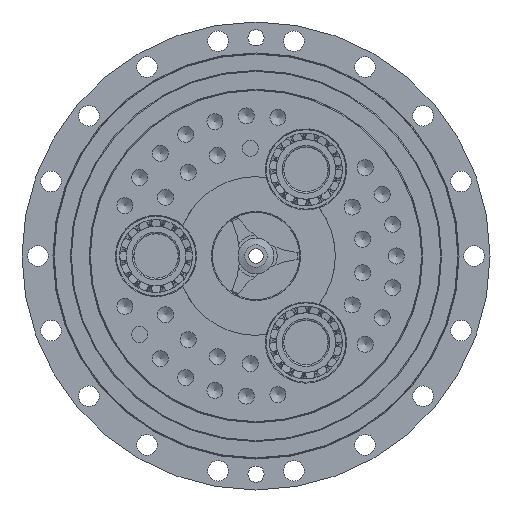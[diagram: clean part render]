
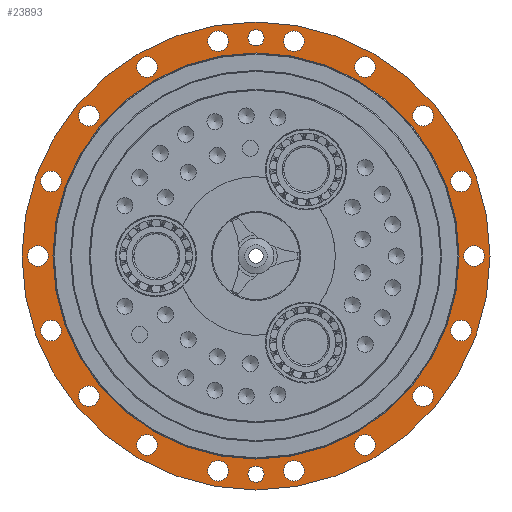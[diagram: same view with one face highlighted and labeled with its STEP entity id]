
A CAD part, left-side view. The second image highlights one B-rep face of the part: STEP entity #23893.
In plain terms, the highlighted planar face has unit normal (-1, 0, 0).
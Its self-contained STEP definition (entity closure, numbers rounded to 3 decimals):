
#3972=FACE_BOUND('',#6670,.T.);
#3973=FACE_BOUND('',#6671,.T.);
#3974=FACE_BOUND('',#6672,.T.);
#3975=FACE_BOUND('',#6673,.T.);
#3976=FACE_BOUND('',#6674,.T.);
#3977=FACE_BOUND('',#6675,.T.);
#3978=FACE_BOUND('',#6676,.T.);
#3979=FACE_BOUND('',#6677,.T.);
#3980=FACE_BOUND('',#6678,.T.);
#3981=FACE_BOUND('',#6679,.T.);
#3982=FACE_BOUND('',#6680,.T.);
#3983=FACE_BOUND('',#6681,.T.);
#3984=FACE_BOUND('',#6682,.T.);
#3985=FACE_BOUND('',#6683,.T.);
#3986=FACE_BOUND('',#6684,.T.);
#3987=FACE_BOUND('',#6685,.T.);
#3988=FACE_BOUND('',#6686,.T.);
#3989=FACE_BOUND('',#6687,.T.);
#3990=FACE_BOUND('',#6688,.T.);
#3991=FACE_BOUND('',#6689,.T.);
#3992=FACE_BOUND('',#6690,.T.);
#5136=FACE_OUTER_BOUND('',#6669,.T.);
#6669=EDGE_LOOP('',(#19182));
#6670=EDGE_LOOP('',(#19183));
#6671=EDGE_LOOP('',(#19184));
#6672=EDGE_LOOP('',(#19185));
#6673=EDGE_LOOP('',(#19186));
#6674=EDGE_LOOP('',(#19187));
#6675=EDGE_LOOP('',(#19188));
#6676=EDGE_LOOP('',(#19189));
#6677=EDGE_LOOP('',(#19190));
#6678=EDGE_LOOP('',(#19191));
#6679=EDGE_LOOP('',(#19192));
#6680=EDGE_LOOP('',(#19193));
#6681=EDGE_LOOP('',(#19194));
#6682=EDGE_LOOP('',(#19195));
#6683=EDGE_LOOP('',(#19196));
#6684=EDGE_LOOP('',(#19197));
#6685=EDGE_LOOP('',(#19198));
#6686=EDGE_LOOP('',(#19199));
#6687=EDGE_LOOP('',(#19200));
#6688=EDGE_LOOP('',(#19201));
#6689=EDGE_LOOP('',(#19202));
#6690=EDGE_LOOP('',(#19203));
#8351=CIRCLE('',#26482,147.5);
#8372=CIRCLE('',#26515,6.5);
#8374=CIRCLE('',#26518,6.5);
#8376=CIRCLE('',#26521,6.5);
#8378=CIRCLE('',#26524,6.5);
#8380=CIRCLE('',#26527,6.5);
#8382=CIRCLE('',#26530,6.5);
#8384=CIRCLE('',#26533,6.5);
#8386=CIRCLE('',#26536,6.5);
#8388=CIRCLE('',#26539,6.5);
#8390=CIRCLE('',#26542,6.5);
#8392=CIRCLE('',#26545,6.5);
#8394=CIRCLE('',#26548,6.5);
#8396=CIRCLE('',#26551,6.5);
#8398=CIRCLE('',#26554,6.5);
#8400=CIRCLE('',#26557,6.5);
#8402=CIRCLE('',#26560,6.5);
#8404=CIRCLE('',#26563,6.5);
#8406=CIRCLE('',#26566,6.5);
#8408=CIRCLE('',#26569,5.053);
#8410=CIRCLE('',#26572,5.053);
#8412=CIRCLE('',#26575,128.);
#10263=VERTEX_POINT('',#41494);
#10284=VERTEX_POINT('',#41555);
#10286=VERTEX_POINT('',#41561);
#10288=VERTEX_POINT('',#41567);
#10290=VERTEX_POINT('',#41573);
#10292=VERTEX_POINT('',#41579);
#10294=VERTEX_POINT('',#41585);
#10296=VERTEX_POINT('',#41591);
#10298=VERTEX_POINT('',#41597);
#10300=VERTEX_POINT('',#41603);
#10302=VERTEX_POINT('',#41609);
#10304=VERTEX_POINT('',#41615);
#10306=VERTEX_POINT('',#41621);
#10308=VERTEX_POINT('',#41627);
#10310=VERTEX_POINT('',#41633);
#10312=VERTEX_POINT('',#41639);
#10314=VERTEX_POINT('',#41645);
#10316=VERTEX_POINT('',#41651);
#10318=VERTEX_POINT('',#41657);
#10320=VERTEX_POINT('',#41663);
#10322=VERTEX_POINT('',#41669);
#10324=VERTEX_POINT('',#41675);
#13347=EDGE_CURVE('',#10263,#10263,#8351,.T.);
#13375=EDGE_CURVE('',#10284,#10284,#8372,.T.);
#13378=EDGE_CURVE('',#10286,#10286,#8374,.T.);
#13381=EDGE_CURVE('',#10288,#10288,#8376,.T.);
#13384=EDGE_CURVE('',#10290,#10290,#8378,.T.);
#13387=EDGE_CURVE('',#10292,#10292,#8380,.T.);
#13390=EDGE_CURVE('',#10294,#10294,#8382,.T.);
#13393=EDGE_CURVE('',#10296,#10296,#8384,.T.);
#13396=EDGE_CURVE('',#10298,#10298,#8386,.T.);
#13399=EDGE_CURVE('',#10300,#10300,#8388,.T.);
#13402=EDGE_CURVE('',#10302,#10302,#8390,.T.);
#13405=EDGE_CURVE('',#10304,#10304,#8392,.T.);
#13408=EDGE_CURVE('',#10306,#10306,#8394,.T.);
#13411=EDGE_CURVE('',#10308,#10308,#8396,.T.);
#13414=EDGE_CURVE('',#10310,#10310,#8398,.T.);
#13417=EDGE_CURVE('',#10312,#10312,#8400,.T.);
#13420=EDGE_CURVE('',#10314,#10314,#8402,.T.);
#13423=EDGE_CURVE('',#10316,#10316,#8404,.T.);
#13426=EDGE_CURVE('',#10318,#10318,#8406,.T.);
#13429=EDGE_CURVE('',#10320,#10320,#8408,.T.);
#13432=EDGE_CURVE('',#10322,#10322,#8410,.T.);
#13435=EDGE_CURVE('',#10324,#10324,#8412,.T.);
#19182=ORIENTED_EDGE('',*,*,#13347,.T.);
#19183=ORIENTED_EDGE('',*,*,#13375,.T.);
#19184=ORIENTED_EDGE('',*,*,#13378,.T.);
#19185=ORIENTED_EDGE('',*,*,#13381,.T.);
#19186=ORIENTED_EDGE('',*,*,#13384,.T.);
#19187=ORIENTED_EDGE('',*,*,#13387,.T.);
#19188=ORIENTED_EDGE('',*,*,#13390,.T.);
#19189=ORIENTED_EDGE('',*,*,#13393,.T.);
#19190=ORIENTED_EDGE('',*,*,#13396,.T.);
#19191=ORIENTED_EDGE('',*,*,#13399,.T.);
#19192=ORIENTED_EDGE('',*,*,#13402,.T.);
#19193=ORIENTED_EDGE('',*,*,#13405,.T.);
#19194=ORIENTED_EDGE('',*,*,#13408,.T.);
#19195=ORIENTED_EDGE('',*,*,#13411,.T.);
#19196=ORIENTED_EDGE('',*,*,#13414,.T.);
#19197=ORIENTED_EDGE('',*,*,#13417,.T.);
#19198=ORIENTED_EDGE('',*,*,#13420,.T.);
#19199=ORIENTED_EDGE('',*,*,#13423,.T.);
#19200=ORIENTED_EDGE('',*,*,#13426,.T.);
#19201=ORIENTED_EDGE('',*,*,#13429,.T.);
#19202=ORIENTED_EDGE('',*,*,#13432,.T.);
#19203=ORIENTED_EDGE('',*,*,#13435,.F.);
#21383=PLANE('',#26574);
#23893=ADVANCED_FACE('',(#5136,#3972,#3973,#3974,#3975,#3976,#3977,#3978,
#3979,#3980,#3981,#3982,#3983,#3984,#3985,#3986,#3987,#3988,#3989,#3990,
#3991,#3992),#21383,.F.);
#26482=AXIS2_PLACEMENT_3D('',#41495,#32546,#32547);
#26515=AXIS2_PLACEMENT_3D('',#41556,#32619,#32620);
#26518=AXIS2_PLACEMENT_3D('',#41562,#32626,#32627);
#26521=AXIS2_PLACEMENT_3D('',#41568,#32633,#32634);
#26524=AXIS2_PLACEMENT_3D('',#41574,#32640,#32641);
#26527=AXIS2_PLACEMENT_3D('',#41580,#32647,#32648);
#26530=AXIS2_PLACEMENT_3D('',#41586,#32654,#32655);
#26533=AXIS2_PLACEMENT_3D('',#41592,#32661,#32662);
#26536=AXIS2_PLACEMENT_3D('',#41598,#32668,#32669);
#26539=AXIS2_PLACEMENT_3D('',#41604,#32675,#32676);
#26542=AXIS2_PLACEMENT_3D('',#41610,#32682,#32683);
#26545=AXIS2_PLACEMENT_3D('',#41616,#32689,#32690);
#26548=AXIS2_PLACEMENT_3D('',#41622,#32696,#32697);
#26551=AXIS2_PLACEMENT_3D('',#41628,#32703,#32704);
#26554=AXIS2_PLACEMENT_3D('',#41634,#32710,#32711);
#26557=AXIS2_PLACEMENT_3D('',#41640,#32717,#32718);
#26560=AXIS2_PLACEMENT_3D('',#41646,#32724,#32725);
#26563=AXIS2_PLACEMENT_3D('',#41652,#32731,#32732);
#26566=AXIS2_PLACEMENT_3D('',#41658,#32738,#32739);
#26569=AXIS2_PLACEMENT_3D('',#41664,#32745,#32746);
#26572=AXIS2_PLACEMENT_3D('',#41670,#32752,#32753);
#26574=AXIS2_PLACEMENT_3D('',#41674,#32757,#32758);
#26575=AXIS2_PLACEMENT_3D('',#41676,#32759,#32760);
#32546=DIRECTION('center_axis',(-1.,0.,0.));
#32547=DIRECTION('ref_axis',(0.,-0.866,-0.5));
#32619=DIRECTION('center_axis',(1.,0.,0.));
#32620=DIRECTION('ref_axis',(0.,-0.5,0.866));
#32626=DIRECTION('center_axis',(1.,0.,0.));
#32627=DIRECTION('ref_axis',(0.,-0.766,0.643));
#32633=DIRECTION('center_axis',(1.,0.,0.));
#32634=DIRECTION('ref_axis',(0.,-0.94,0.342));
#32640=DIRECTION('center_axis',(1.,0.,0.));
#32641=DIRECTION('ref_axis',(0.,-1.,0.));
#32647=DIRECTION('center_axis',(1.,0.,0.));
#32648=DIRECTION('ref_axis',(0.,-0.94,-0.342));
#32654=DIRECTION('center_axis',(1.,0.,0.));
#32655=DIRECTION('ref_axis',(0.,-0.766,-0.643));
#32661=DIRECTION('center_axis',(1.,0.,0.));
#32662=DIRECTION('ref_axis',(0.,-0.5,-0.866));
#32668=DIRECTION('center_axis',(1.,0.,0.));
#32669=DIRECTION('ref_axis',(0.,-0.174,-0.985));
#32675=DIRECTION('center_axis',(1.,0.,0.));
#32676=DIRECTION('ref_axis',(0.,0.174,-0.985));
#32682=DIRECTION('center_axis',(1.,0.,0.));
#32683=DIRECTION('ref_axis',(0.,0.5,-0.866));
#32689=DIRECTION('center_axis',(1.,0.,0.));
#32690=DIRECTION('ref_axis',(0.,0.766,-0.643));
#32696=DIRECTION('center_axis',(1.,0.,0.));
#32697=DIRECTION('ref_axis',(0.,0.94,-0.342));
#32703=DIRECTION('center_axis',(1.,0.,0.));
#32704=DIRECTION('ref_axis',(0.,1.,0.));
#32710=DIRECTION('center_axis',(1.,0.,0.));
#32711=DIRECTION('ref_axis',(0.,0.94,0.342));
#32717=DIRECTION('center_axis',(1.,0.,0.));
#32718=DIRECTION('ref_axis',(0.,0.766,0.643));
#32724=DIRECTION('center_axis',(1.,0.,0.));
#32725=DIRECTION('ref_axis',(0.,0.5,0.866));
#32731=DIRECTION('center_axis',(1.,0.,0.));
#32732=DIRECTION('ref_axis',(0.,0.174,0.985));
#32738=DIRECTION('center_axis',(1.,0.,0.));
#32739=DIRECTION('ref_axis',(0.,-0.174,0.985));
#32745=DIRECTION('center_axis',(1.,0.,0.));
#32746=DIRECTION('ref_axis',(0.,-0.5,0.866));
#32752=DIRECTION('center_axis',(1.,0.,0.));
#32753=DIRECTION('ref_axis',(0.,0.5,-0.866));
#32757=DIRECTION('center_axis',(1.,0.,0.));
#32758=DIRECTION('ref_axis',(0.,0.5,-0.866));
#32759=DIRECTION('center_axis',(-1.,0.,0.));
#32760=DIRECTION('ref_axis',(0.,-0.866,-0.5));
#41494=CARTESIAN_POINT('',(59.,127.739,73.75));
#41495=CARTESIAN_POINT('Origin',(59.,0.,0.));
#41555=CARTESIAN_POINT('',(59.,132.458,41.399));
#41556=CARTESIAN_POINT('Origin',(59.,129.208,47.028));
#41561=CARTESIAN_POINT('',(59.,110.31,84.205));
#41562=CARTESIAN_POINT('Origin',(59.,105.331,88.383));
#41567=CARTESIAN_POINT('',(59.,74.858,116.855));
#41568=CARTESIAN_POINT('Origin',(59.,68.75,119.078));
#41573=CARTESIAN_POINT('',(59.,30.377,135.411));
#41574=CARTESIAN_POINT('Origin',(59.,23.877,135.411));
#41579=CARTESIAN_POINT('',(59.,-17.769,137.634));
#41580=CARTESIAN_POINT('Origin',(59.,-23.877,135.411));
#41585=CARTESIAN_POINT('',(59.,-63.771,123.257));
#41586=CARTESIAN_POINT('Origin',(59.,-68.75,119.078));
#41591=CARTESIAN_POINT('',(59.,-102.081,94.012));
#41592=CARTESIAN_POINT('Origin',(59.,-105.331,88.383));
#41597=CARTESIAN_POINT('',(59.,-128.079,53.429));
#41598=CARTESIAN_POINT('Origin',(59.,-129.208,47.028));
#41603=CARTESIAN_POINT('',(59.,-138.629,6.401));
#41604=CARTESIAN_POINT('Origin',(59.,-137.5,0.));
#41609=CARTESIAN_POINT('',(59.,-132.458,-41.399));
#41610=CARTESIAN_POINT('Origin',(59.,-129.208,-47.028));
#41615=CARTESIAN_POINT('',(59.,-110.31,-84.205));
#41616=CARTESIAN_POINT('Origin',(59.,-105.331,-88.383));
#41621=CARTESIAN_POINT('',(59.,-74.858,-116.855));
#41622=CARTESIAN_POINT('Origin',(59.,-68.75,-119.078));
#41627=CARTESIAN_POINT('',(59.,-30.377,-135.411));
#41628=CARTESIAN_POINT('Origin',(59.,-23.877,-135.411));
#41633=CARTESIAN_POINT('',(59.,17.769,-137.634));
#41634=CARTESIAN_POINT('Origin',(59.,23.877,-135.411));
#41639=CARTESIAN_POINT('',(59.,63.771,-123.257));
#41640=CARTESIAN_POINT('Origin',(59.,68.75,-119.078));
#41645=CARTESIAN_POINT('',(59.,102.081,-94.012));
#41646=CARTESIAN_POINT('Origin',(59.,105.331,-88.383));
#41651=CARTESIAN_POINT('',(59.,128.079,-53.429));
#41652=CARTESIAN_POINT('Origin',(59.,129.208,-47.028));
#41657=CARTESIAN_POINT('',(59.,138.629,-6.401));
#41658=CARTESIAN_POINT('Origin',(59.,137.5,0.));
#41663=CARTESIAN_POINT('',(59.,2.527,-141.876));
#41664=CARTESIAN_POINT('Origin',(59.,0.,-137.5));
#41669=CARTESIAN_POINT('',(59.,-2.526,141.876));
#41670=CARTESIAN_POINT('Origin',(59.,0.,137.5));
#41674=CARTESIAN_POINT('Origin',(59.,0.,0.));
#41675=CARTESIAN_POINT('',(59.,-64.,110.851));
#41676=CARTESIAN_POINT('Origin',(59.,0.,0.));
